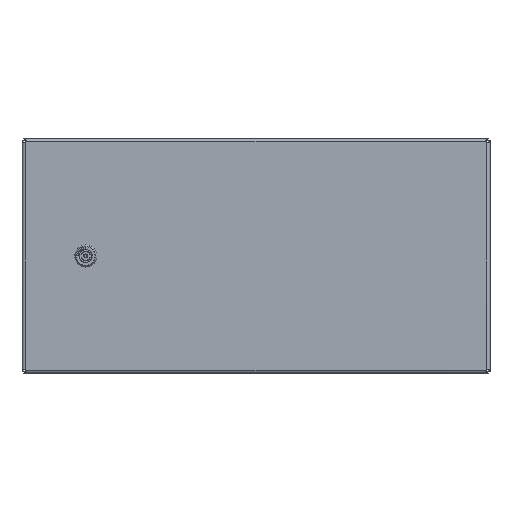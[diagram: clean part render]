
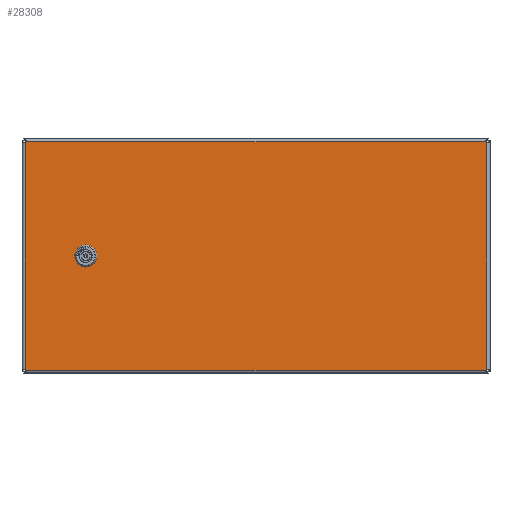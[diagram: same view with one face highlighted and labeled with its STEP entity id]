
A CAD part, top view. The second image highlights one B-rep face of the part: STEP entity #28308.
In plain terms, the highlighted planar face has unit normal (0, 0, 1).
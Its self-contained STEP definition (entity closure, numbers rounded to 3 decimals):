
#526 = CARTESIAN_POINT ( 'NONE',  ( -291.429, -144.429, 0. ) ) ;
#1864 = EDGE_CURVE ( 'NONE', #23000, #57305, #67404, .T. ) ;
#2273 = LINE ( 'NONE', #8548, #54868 ) ;
#2411 = CARTESIAN_POINT ( 'NONE',  ( -214.3, 0., 0. ) ) ;
#3041 = CIRCLE ( 'NONE', #56800, 2. ) ;
#3260 = ORIENTED_EDGE ( 'NONE', *, *, #10638, .T. ) ;
#5557 = EDGE_CURVE ( 'NONE', #54311, #62708, #32125, .T. ) ;
#5817 = VECTOR ( 'NONE', #14268, 1000. ) ;
#5893 = CARTESIAN_POINT ( 'NONE',  ( -218.937, 10.25, 0. ) ) ;
#5947 = CARTESIAN_POINT ( 'NONE',  ( 0., 0., 0. ) ) ;
#6425 = EDGE_CURVE ( 'NONE', #54311, #54908, #12028, .T. ) ;
#6840 = AXIS2_PLACEMENT_3D ( 'NONE', #13520, #24401, #40554 ) ;
#7371 = ORIENTED_EDGE ( 'NONE', *, *, #23534, .F. ) ;
#7424 = CARTESIAN_POINT ( 'NONE',  ( -214.3, 0., 0. ) ) ;
#7637 = CARTESIAN_POINT ( 'NONE',  ( -224.55, 4.637, 0. ) ) ;
#7677 = CARTESIAN_POINT ( 'NONE',  ( 289.658, 143.5, 0. ) ) ;
#7797 = ORIENTED_EDGE ( 'NONE', *, *, #1864, .F. ) ;
#8472 = ORIENTED_EDGE ( 'NONE', *, *, #64202, .F. ) ;
#8548 = CARTESIAN_POINT ( 'NONE',  ( 292.429, 143.5, 0. ) ) ;
#9032 = EDGE_CURVE ( 'NONE', #11247, #54908, #30296, .T. ) ;
#9132 = ORIENTED_EDGE ( 'NONE', *, *, #53033, .T. ) ;
#9297 = CARTESIAN_POINT ( 'NONE',  ( -214.3, 0., 0. ) ) ;
#9303 = VERTEX_POINT ( 'NONE', #7677 ) ;
#10638 = EDGE_CURVE ( 'NONE', #9303, #37075, #2273, .T. ) ;
#11247 = VERTEX_POINT ( 'NONE', #42048 ) ;
#11604 = CIRCLE ( 'NONE', #49661, 11.25 ) ;
#12028 = LINE ( 'NONE', #33444, #35359 ) ;
#13255 = DIRECTION ( 'NONE',  ( 0., 0., 1. ) ) ;
#13520 = CARTESIAN_POINT ( 'NONE',  ( -214.3, 0., 0. ) ) ;
#14119 = AXIS2_PLACEMENT_3D ( 'NONE', #64941, #38960, #59672 ) ;
#14222 = AXIS2_PLACEMENT_3D ( 'NONE', #526, #47540, #38052 ) ;
#14268 = DIRECTION ( 'NONE',  ( -1., 0., 0. ) ) ;
#15982 = ORIENTED_EDGE ( 'NONE', *, *, #53893, .F. ) ;
#16944 = VERTEX_POINT ( 'NONE', #26652 ) ;
#17465 = DIRECTION ( 'NONE',  ( 1., 0., 0. ) ) ;
#17974 = AXIS2_PLACEMENT_3D ( 'NONE', #2411, #13255, #45187 ) ;
#18672 = CARTESIAN_POINT ( 'NONE',  ( 290.5, -145.429, 0. ) ) ;
#18790 = CARTESIAN_POINT ( 'NONE',  ( 291.429, 144.429, 0. ) ) ;
#18876 = DIRECTION ( 'NONE',  ( 0., -1., 0. ) ) ;
#19031 = CARTESIAN_POINT ( 'NONE',  ( -209.663, -10.25, 0. ) ) ;
#19085 = DIRECTION ( 'NONE',  ( -1., 0., 0. ) ) ;
#19230 = VECTOR ( 'NONE', #46653, 1000. ) ;
#19532 = LINE ( 'NONE', #24096, #5817 ) ;
#19996 = CARTESIAN_POINT ( 'NONE',  ( -204.05, 4.637, 0. ) ) ;
#20320 = CIRCLE ( 'NONE', #6840, 11.25 ) ;
#20901 = EDGE_LOOP ( 'NONE', ( #56679, #7797, #48270, #49584, #21773, #62940, #39521, #15982 ) ) ;
#21773 = ORIENTED_EDGE ( 'NONE', *, *, #26366, .F. ) ;
#22878 = DIRECTION ( 'NONE',  ( 0., 0., 1. ) ) ;
#23000 = VERTEX_POINT ( 'NONE', #24625 ) ;
#23534 = EDGE_CURVE ( 'NONE', #16944, #37075, #29800, .T. ) ;
#24096 = CARTESIAN_POINT ( 'NONE',  ( -209.663, 10.25, 0. ) ) ;
#24401 = DIRECTION ( 'NONE',  ( 0., 0., 1. ) ) ;
#24625 = CARTESIAN_POINT ( 'NONE',  ( -204.05, -4.637, 0. ) ) ;
#25621 = VECTOR ( 'NONE', #17465, 1000. ) ;
#25970 = VECTOR ( 'NONE', #32015, 1000. ) ;
#26074 = LINE ( 'NONE', #32362, #25970 ) ;
#26366 = EDGE_CURVE ( 'NONE', #36777, #60283, #11604, .T. ) ;
#26652 = CARTESIAN_POINT ( 'NONE',  ( -290.5, 142.658, 0. ) ) ;
#27824 = VERTEX_POINT ( 'NONE', #57113 ) ;
#28308 = ADVANCED_FACE ( 'NONE', ( #32610, #36857 ), #31914, .T. ) ;
#29800 = CIRCLE ( 'NONE', #14119, 2. ) ;
#30296 = CIRCLE ( 'NONE', #52681, 2. ) ;
#31281 = EDGE_CURVE ( 'NONE', #60001, #23000, #48200, .T. ) ;
#31667 = CARTESIAN_POINT ( 'NONE',  ( -289.658, 143.5, 0. ) ) ;
#31914 = PLANE ( 'NONE',  #65422 ) ;
#32015 = DIRECTION ( 'NONE',  ( 0., -1., 0. ) ) ;
#32125 = CIRCLE ( 'NONE', #14222, 2. ) ;
#32362 = CARTESIAN_POINT ( 'NONE',  ( -290.5, 145.429, 0. ) ) ;
#32610 = FACE_BOUND ( 'NONE', #20901, .T. ) ;
#32675 = AXIS2_PLACEMENT_3D ( 'NONE', #9297, #58391, #36670 ) ;
#33061 = DIRECTION ( 'NONE',  ( 1., 0., 0. ) ) ;
#33168 = ORIENTED_EDGE ( 'NONE', *, *, #6425, .T. ) ;
#33251 = CARTESIAN_POINT ( 'NONE',  ( -209.663, -10.25, 0. ) ) ;
#33444 = CARTESIAN_POINT ( 'NONE',  ( -292.429, -143.5, 0. ) ) ;
#33783 = DIRECTION ( 'NONE',  ( 1., 0., 0. ) ) ;
#34046 = CARTESIAN_POINT ( 'NONE',  ( -218.937, -10.25, 0. ) ) ;
#35149 = VERTEX_POINT ( 'NONE', #50795 ) ;
#35359 = VECTOR ( 'NONE', #33783, 1000. ) ;
#36423 = EDGE_CURVE ( 'NONE', #63594, #27824, #20320, .T. ) ;
#36670 = DIRECTION ( 'NONE',  ( 1., 0., 0. ) ) ;
#36777 = VERTEX_POINT ( 'NONE', #37520 ) ;
#36857 = FACE_OUTER_BOUND ( 'NONE', #64046, .T. ) ;
#37075 = VERTEX_POINT ( 'NONE', #31667 ) ;
#37520 = CARTESIAN_POINT ( 'NONE',  ( -224.55, -4.637, 0. ) ) ;
#37882 = ORIENTED_EDGE ( 'NONE', *, *, #5557, .F. ) ;
#38052 = DIRECTION ( 'NONE',  ( -1., 0., 0. ) ) ;
#38960 = DIRECTION ( 'NONE',  ( 0., 0., 1. ) ) ;
#39033 = LINE ( 'NONE', #18672, #55210 ) ;
#39521 = ORIENTED_EDGE ( 'NONE', *, *, #36423, .F. ) ;
#40271 = LINE ( 'NONE', #7637, #54194 ) ;
#40554 = DIRECTION ( 'NONE',  ( 1., 0., 0. ) ) ;
#42048 = CARTESIAN_POINT ( 'NONE',  ( 290.5, -142.658, 0. ) ) ;
#42435 = DIRECTION ( 'NONE',  ( 0., 0., 1. ) ) ;
#43578 = CARTESIAN_POINT ( 'NONE',  ( -289.658, -143.5, 0. ) ) ;
#44591 = VERTEX_POINT ( 'NONE', #68187 ) ;
#44989 = CIRCLE ( 'NONE', #32675, 11.25 ) ;
#45187 = DIRECTION ( 'NONE',  ( 1., 0., 0. ) ) ;
#45657 = CARTESIAN_POINT ( 'NONE',  ( -290.5, -142.658, 0. ) ) ;
#46653 = DIRECTION ( 'NONE',  ( 0., 1., 0. ) ) ;
#47243 = EDGE_CURVE ( 'NONE', #60283, #60001, #53257, .T. ) ;
#47380 = DIRECTION ( 'NONE',  ( 1., 0., 0. ) ) ;
#47540 = DIRECTION ( 'NONE',  ( 0., 0., 1. ) ) ;
#48142 = DIRECTION ( 'NONE',  ( 1., 0., 0. ) ) ;
#48200 = CIRCLE ( 'NONE', #17974, 11.25 ) ;
#48270 = ORIENTED_EDGE ( 'NONE', *, *, #31281, .F. ) ;
#49584 = ORIENTED_EDGE ( 'NONE', *, *, #47243, .F. ) ;
#49657 = DIRECTION ( 'NONE',  ( 0., 0., 1. ) ) ;
#49661 = AXIS2_PLACEMENT_3D ( 'NONE', #7424, #22878, #33061 ) ;
#50795 = CARTESIAN_POINT ( 'NONE',  ( -209.663, 10.25, 0. ) ) ;
#51642 = CARTESIAN_POINT ( 'NONE',  ( 289.658, -143.5, 0. ) ) ;
#51905 = EDGE_CURVE ( 'NONE', #57305, #35149, #44989, .T. ) ;
#52681 = AXIS2_PLACEMENT_3D ( 'NONE', #63271, #59366, #48142 ) ;
#53033 = EDGE_CURVE ( 'NONE', #16944, #62708, #26074, .T. ) ;
#53257 = LINE ( 'NONE', #33251, #25621 ) ;
#53893 = EDGE_CURVE ( 'NONE', #35149, #63594, #19532, .T. ) ;
#54194 = VECTOR ( 'NONE', #18876, 1000. ) ;
#54311 = VERTEX_POINT ( 'NONE', #43578 ) ;
#54565 = EDGE_CURVE ( 'NONE', #11247, #44591, #39033, .T. ) ;
#54868 = VECTOR ( 'NONE', #19085, 1000. ) ;
#54908 = VERTEX_POINT ( 'NONE', #51642 ) ;
#54930 = DIRECTION ( 'NONE',  ( -1., 0., 0. ) ) ;
#55210 = VECTOR ( 'NONE', #60433, 1000. ) ;
#56679 = ORIENTED_EDGE ( 'NONE', *, *, #51905, .F. ) ;
#56800 = AXIS2_PLACEMENT_3D ( 'NONE', #18790, #49657, #54930 ) ;
#57113 = CARTESIAN_POINT ( 'NONE',  ( -224.55, 4.637, 0. ) ) ;
#57305 = VERTEX_POINT ( 'NONE', #63803 ) ;
#57709 = EDGE_CURVE ( 'NONE', #27824, #36777, #40271, .T. ) ;
#58391 = DIRECTION ( 'NONE',  ( 0., 0., 1. ) ) ;
#59366 = DIRECTION ( 'NONE',  ( 0., 0., 1. ) ) ;
#59672 = DIRECTION ( 'NONE',  ( 1., 0., 0. ) ) ;
#60001 = VERTEX_POINT ( 'NONE', #19031 ) ;
#60283 = VERTEX_POINT ( 'NONE', #34046 ) ;
#60433 = DIRECTION ( 'NONE',  ( 0., 1., 0. ) ) ;
#60459 = ORIENTED_EDGE ( 'NONE', *, *, #54565, .T. ) ;
#60738 = ORIENTED_EDGE ( 'NONE', *, *, #9032, .F. ) ;
#62708 = VERTEX_POINT ( 'NONE', #45657 ) ;
#62940 = ORIENTED_EDGE ( 'NONE', *, *, #57709, .F. ) ;
#63271 = CARTESIAN_POINT ( 'NONE',  ( 291.429, -144.429, 0. ) ) ;
#63594 = VERTEX_POINT ( 'NONE', #5893 ) ;
#63803 = CARTESIAN_POINT ( 'NONE',  ( -204.05, 4.637, 0. ) ) ;
#64046 = EDGE_LOOP ( 'NONE', ( #37882, #33168, #60738, #60459, #8472, #3260, #7371, #9132 ) ) ;
#64202 = EDGE_CURVE ( 'NONE', #9303, #44591, #3041, .T. ) ;
#64941 = CARTESIAN_POINT ( 'NONE',  ( -291.429, 144.429, 0. ) ) ;
#65422 = AXIS2_PLACEMENT_3D ( 'NONE', #5947, #42435, #47380 ) ;
#67404 = LINE ( 'NONE', #19996, #19230 ) ;
#68187 = CARTESIAN_POINT ( 'NONE',  ( 290.5, 142.658, 0. ) ) ;
